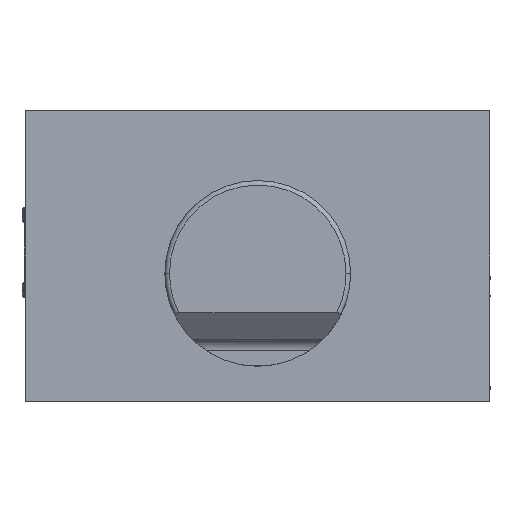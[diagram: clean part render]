
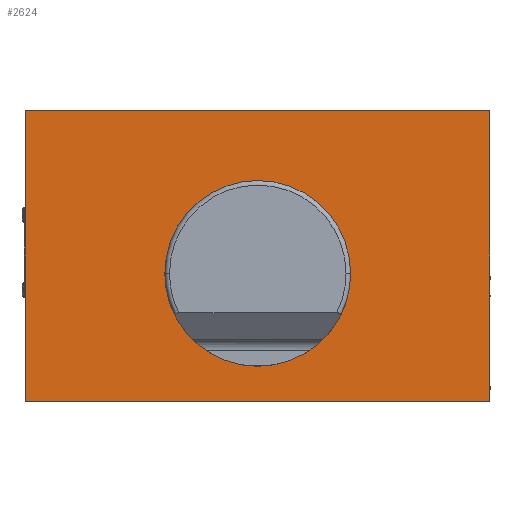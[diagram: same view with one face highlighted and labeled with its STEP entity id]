
A CAD part, front view. The second image highlights one B-rep face of the part: STEP entity #2624.
In plain terms, the highlighted planar face has unit normal (0, -1, 0).
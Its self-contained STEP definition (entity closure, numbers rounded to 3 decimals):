
#2624=ADVANCED_FACE('',(#5302,#5303),#5304,.F.);
#5302=FACE_BOUND('',#8218,.T.);
#5303=FACE_OUTER_BOUND('',#8219,.T.);
#5304=PLANE('',#8220);
#8218=EDGE_LOOP('',(#15695,#15696));
#8219=EDGE_LOOP('',(#15697,#15698,#15699,#15700));
#8220=AXIS2_PLACEMENT_3D('',#15701,#15702,#15703);
#15695=ORIENTED_EDGE('',*,*,#18230,.T.);
#15696=ORIENTED_EDGE('',*,*,#18442,.T.);
#15697=ORIENTED_EDGE('',*,*,#18422,.T.);
#15698=ORIENTED_EDGE('',*,*,#18484,.F.);
#15699=ORIENTED_EDGE('',*,*,#18487,.F.);
#15700=ORIENTED_EDGE('',*,*,#18481,.F.);
#15701=CARTESIAN_POINT('',(100.0,0.,62.5));
#15702=DIRECTION('',(0.0,1.0,0.0));
#15703=DIRECTION('',(0.0,0.0,1.0));
#18230=EDGE_CURVE('',#22203,#22200,#22204,.T.);
#18422=EDGE_CURVE('',#22485,#22483,#22486,.T.);
#18442=EDGE_CURVE('',#22200,#22203,#22506,.T.);
#18481=EDGE_CURVE('',#22485,#22545,#22546,.T.);
#18484=EDGE_CURVE('',#22549,#22483,#22550,.T.);
#18487=EDGE_CURVE('',#22545,#22549,#22553,.T.);
#22200=VERTEX_POINT('',#28176);
#22203=VERTEX_POINT('',#28180);
#22204=CIRCLE('',#28181,40.0);
#22483=VERTEX_POINT('',#28588);
#22485=VERTEX_POINT('',#28591);
#22486=LINE('',#28592,#28593);
#22506=CIRCLE('',#28614,40.0);
#22545=VERTEX_POINT('',#28653);
#22546=LINE('',#28654,#28655);
#22549=VERTEX_POINT('',#28659);
#22550=LINE('',#28660,#28661);
#22553=LINE('',#28665,#28666);
#28176=CARTESIAN_POINT('',(140.0,0.,55.));
#28180=CARTESIAN_POINT('',(60.,0.,55.));
#28181=AXIS2_PLACEMENT_3D('',#31179,#31180,#31181);
#28588=CARTESIAN_POINT('',(0.,0.,0.));
#28591=CARTESIAN_POINT('',(0.,0.,125.0));
#28592=CARTESIAN_POINT('',(0.,0.,62.5));
#28593=VECTOR('',#31448,1.0);
#28614=AXIS2_PLACEMENT_3D('',#31474,#31475,#31476);
#28653=CARTESIAN_POINT('',(200.0,0.,125.0));
#28654=CARTESIAN_POINT('',(100.0,0.,125.0));
#28655=VECTOR('',#31537,1.0);
#28659=CARTESIAN_POINT('',(200.0,0.,0.));
#28660=CARTESIAN_POINT('',(100.0,0.,0.));
#28661=VECTOR('',#31539,1.0);
#28665=CARTESIAN_POINT('',(200.0,0.,62.5));
#28666=VECTOR('',#31541,1.0);
#31179=CARTESIAN_POINT('',(100.0,0.,55.));
#31180=DIRECTION('',(-0.0,1.0,0.0));
#31181=DIRECTION('',(1.0,0.0,0.0));
#31448=DIRECTION('',(0.0,0.0,-1.0));
#31474=CARTESIAN_POINT('',(100.0,0.,55.));
#31475=DIRECTION('',(-0.0,1.0,0.0));
#31476=DIRECTION('',(1.0,0.0,0.0));
#31537=DIRECTION('',(1.0,0.0,0.0));
#31539=DIRECTION('',(-1.0,0.0,0.0));
#31541=DIRECTION('',(0.0,0.0,-1.0));
